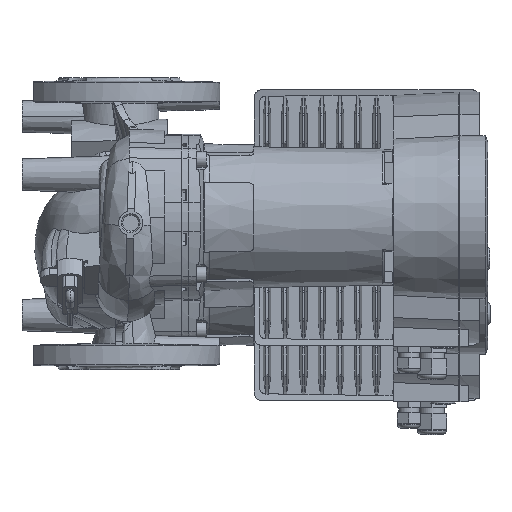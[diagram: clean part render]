
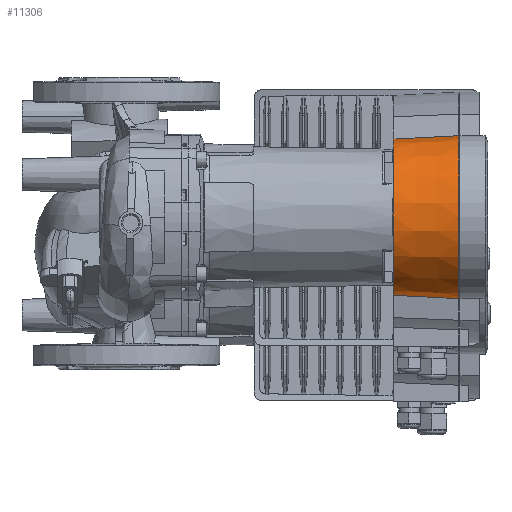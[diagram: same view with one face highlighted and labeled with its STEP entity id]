
A CAD part, top view. The second image highlights one B-rep face of the part: STEP entity #11306.
In plain terms, the highlighted conical face has half-angle 3 degrees and reference radius 67 mm.
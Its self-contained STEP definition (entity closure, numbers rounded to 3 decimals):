
#1585 = B_SPLINE_CURVE_WITH_KNOTS ( 'NONE', 3,
 ( #114598, #114588, #114606, #114607 ),
 .UNSPECIFIED., .F., .F.,
 ( 4, 4 ),
 ( 0.006, 0.054 ),
 .UNSPECIFIED. ) ;
#1654 = B_SPLINE_CURVE_WITH_KNOTS ( 'NONE', 3,
 ( #115422, #115384, #115427, #115428 ),
 .UNSPECIFIED., .F., .F.,
 ( 4, 4 ),
 ( 0.006, 0.054 ),
 .UNSPECIFIED. ) ;
#2264 = VERTEX_POINT ( 'NONE', #17675 ) ;
#2288 = VERTEX_POINT ( 'NONE', #17710 ) ;
#2293 = VERTEX_POINT ( 'NONE', #17718 ) ;
#2297 = VERTEX_POINT ( 'NONE', #17724 ) ;
#2300 = VERTEX_POINT ( 'NONE', #17730 ) ;
#2302 = VERTEX_POINT ( 'NONE', #17732 ) ;
#11306 = ADVANCED_FACE ( 'NONE', ( #68922 ), #98146, .T. ) ;
#17675 = CARTESIAN_POINT ( 'NONE',  ( 210.5, -64.17, 0. ) ) ;
#17710 = CARTESIAN_POINT ( 'NONE',  ( 210.5, 64.17, 0. ) ) ;
#17718 = CARTESIAN_POINT ( 'NONE',  ( 264.5, 66.966, 2.126 ) ) ;
#17724 = CARTESIAN_POINT ( 'NONE',  ( 216.298, 64.474, 0. ) ) ;
#17730 = CARTESIAN_POINT ( 'NONE',  ( 216.298, -64.474, 0. ) ) ;
#17732 = CARTESIAN_POINT ( 'NONE',  ( 264.5, -66.966, 2.126 ) ) ;
#25169 = EDGE_LOOP ( 'NONE', ( #64842, #64844, #64846, #64848, #64850, #64852 ) ) ;
#64842 = ORIENTED_EDGE ( 'NONE', *, *, #152565, .F. ) ;
#64844 = ORIENTED_EDGE ( 'NONE', *, *, #152159, .T. ) ;
#64846 = ORIENTED_EDGE ( 'NONE', *, *, #152523, .T. ) ;
#64848 = ORIENTED_EDGE ( 'NONE', *, *, #152013, .T. ) ;
#64850 = ORIENTED_EDGE ( 'NONE', *, *, #152020, .F. ) ;
#64852 = ORIENTED_EDGE ( 'NONE', *, *, #152557, .F. ) ;
#68919 = CARTESIAN_POINT ( 'NONE',  ( 264.5, 0., 0. ) ) ;
#68922 = FACE_OUTER_BOUND ( 'NONE', #25169, .T. ) ;
#68923 = DIRECTION ( 'NONE',  ( 1., 0., 0. ) ) ;
#68956 = DIRECTION ( 'NONE',  ( 0., -1., 0. ) ) ;
#98146 = CONICAL_SURFACE ( 'NONE', #98160, 67., 0.052 ) ;
#98160 = AXIS2_PLACEMENT_3D ( 'NONE', #68919, #68923, #68956 ) ;
#114078 = VECTOR ( 'NONE', #115448, 1000. ) ;
#114107 = VECTOR ( 'NONE', #115370, 1000. ) ;
#114210 = AXIS2_PLACEMENT_3D ( 'NONE', #114772, #114773, #114774 ) ;
#114212 = CIRCLE ( 'NONE', #114210, 64.17 ) ;
#114289 = AXIS2_PLACEMENT_3D ( 'NONE', #114612, #114613, #114614 ) ;
#114297 = CIRCLE ( 'NONE', #114289, 67. ) ;
#114588 = CARTESIAN_POINT ( 'NONE',  ( 232.365, -65.316, 0.707 ) ) ;
#114598 = CARTESIAN_POINT ( 'NONE',  ( 216.298, -64.474, 0. ) ) ;
#114606 = CARTESIAN_POINT ( 'NONE',  ( 248.432, -66.146, 1.415 ) ) ;
#114607 = CARTESIAN_POINT ( 'NONE',  ( 264.5, -66.966, 2.126 ) ) ;
#114612 = CARTESIAN_POINT ( 'NONE',  ( 264.5, 0., 0. ) ) ;
#114613 = DIRECTION ( 'NONE',  ( 1., 0., 0. ) ) ;
#114614 = DIRECTION ( 'NONE',  ( 0., -1., 0. ) ) ;
#114772 = CARTESIAN_POINT ( 'NONE',  ( 210.5, 0., 0. ) ) ;
#114773 = DIRECTION ( 'NONE',  ( 1., 0., 0. ) ) ;
#114774 = DIRECTION ( 'NONE',  ( 0., -1., 0. ) ) ;
#115317 = CARTESIAN_POINT ( 'NONE',  ( 264.5, -67., 0. ) ) ;
#115318 = LINE ( 'NONE', #115317, #114107 ) ;
#115370 = DIRECTION ( 'NONE',  ( 0.999, -0.052, 0. ) ) ;
#115384 = CARTESIAN_POINT ( 'NONE',  ( 232.365, 65.316, 0.707 ) ) ;
#115422 = CARTESIAN_POINT ( 'NONE',  ( 216.298, 64.474, 0. ) ) ;
#115427 = CARTESIAN_POINT ( 'NONE',  ( 248.432, 66.146, 1.415 ) ) ;
#115428 = CARTESIAN_POINT ( 'NONE',  ( 264.5, 66.966, 2.126 ) ) ;
#115446 = LINE ( 'NONE', #115447, #114078 ) ;
#115447 = CARTESIAN_POINT ( 'NONE',  ( 264.5, 67., 0. ) ) ;
#115448 = DIRECTION ( 'NONE',  ( 0.999, 0.052, 0. ) ) ;
#152013 = EDGE_CURVE ( 'NONE', #2300, #2302, #1585, .T. ) ;
#152020 = EDGE_CURVE ( 'NONE', #2293, #2302, #114297, .T. ) ;
#152159 = EDGE_CURVE ( 'NONE', #2288, #2264, #114212, .T. ) ;
#152523 = EDGE_CURVE ( 'NONE', #2264, #2300, #115318, .T. ) ;
#152557 = EDGE_CURVE ( 'NONE', #2297, #2293, #1654, .T. ) ;
#152565 = EDGE_CURVE ( 'NONE', #2288, #2297, #115446, .T. ) ;
